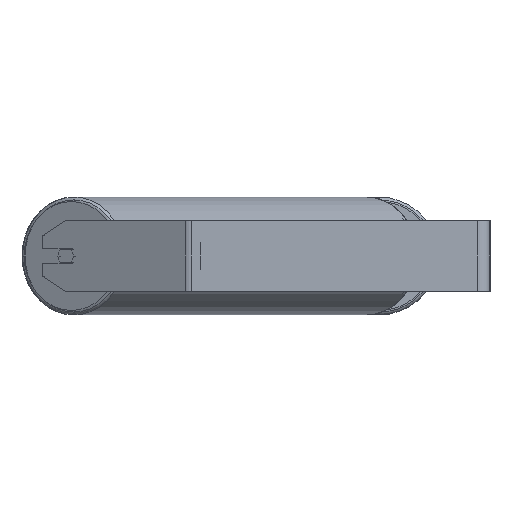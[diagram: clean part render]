
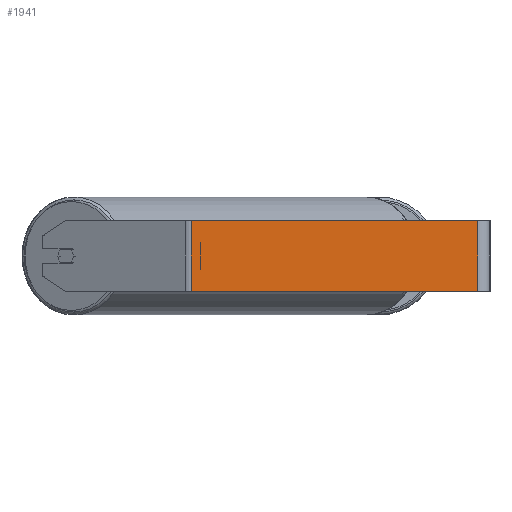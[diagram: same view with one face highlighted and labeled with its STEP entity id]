
A CAD part, left-side view. The second image highlights one B-rep face of the part: STEP entity #1941.
In plain terms, the highlighted planar face has unit normal (-1, 0, 0).
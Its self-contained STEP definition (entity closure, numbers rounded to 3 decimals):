
#223 = DIRECTION ( 'NONE',  ( 1., 0., 0. ) ) ;
#266 = DIRECTION ( 'NONE',  ( 0., 0., -1. ) ) ;
#550 = VECTOR ( 'NONE', #1136, 1000. ) ;
#569 = EDGE_CURVE ( 'NONE', #1890, #4181, #5185, .T. ) ;
#618 = CARTESIAN_POINT ( 'NONE',  ( -1045., 336.938, 40. ) ) ;
#688 = AXIS2_PLACEMENT_3D ( 'NONE', #4297, #223, #266 ) ;
#875 = FACE_OUTER_BOUND ( 'NONE', #1789, .T. ) ;
#1136 = DIRECTION ( 'NONE',  ( 0., 0., -1. ) ) ;
#1321 = CARTESIAN_POINT ( 'NONE',  ( -1045., 14., 40. ) ) ;
#1398 = EDGE_CURVE ( 'NONE', #4774, #4321, #5651, .T. ) ;
#1714 = EDGE_CURVE ( 'NONE', #4181, #4321, #1914, .T. ) ;
#1724 = ORIENTED_EDGE ( 'NONE', *, *, #1714, .T. ) ;
#1776 = CARTESIAN_POINT ( 'NONE',  ( -1045., 340.689, -40. ) ) ;
#1789 = EDGE_LOOP ( 'NONE', ( #1724, #2709, #5553, #2383 ) ) ;
#1811 = VECTOR ( 'NONE', #2271, 1000. ) ;
#1890 = VERTEX_POINT ( 'NONE', #618 ) ;
#1914 = LINE ( 'NONE', #1776, #3951 ) ;
#1941 = ADVANCED_FACE ( 'NONE', ( #875 ), #3004, .F. ) ;
#2271 = DIRECTION ( 'NONE',  ( 0., 0., -1. ) ) ;
#2383 = ORIENTED_EDGE ( 'NONE', *, *, #569, .T. ) ;
#2574 = DIRECTION ( 'NONE',  ( 0., -1., 0. ) ) ;
#2709 = ORIENTED_EDGE ( 'NONE', *, *, #1398, .F. ) ;
#2717 = EDGE_CURVE ( 'NONE', #1890, #4774, #5974, .T. ) ;
#3004 = PLANE ( 'NONE',  #688 ) ;
#3951 = VECTOR ( 'NONE', #2574, 1000. ) ;
#4108 = DIRECTION ( 'NONE',  ( 0., -1., 0. ) ) ;
#4181 = VERTEX_POINT ( 'NONE', #6720 ) ;
#4297 = CARTESIAN_POINT ( 'NONE',  ( -1045., 340.689, 40. ) ) ;
#4321 = VERTEX_POINT ( 'NONE', #5257 ) ;
#4774 = VERTEX_POINT ( 'NONE', #1321 ) ;
#4822 = CARTESIAN_POINT ( 'NONE',  ( -1045., 340.689, 40. ) ) ;
#5185 = LINE ( 'NONE', #7895, #550 ) ;
#5257 = CARTESIAN_POINT ( 'NONE',  ( -1045., 14., -40. ) ) ;
#5553 = ORIENTED_EDGE ( 'NONE', *, *, #2717, .F. ) ;
#5651 = LINE ( 'NONE', #8343, #1811 ) ;
#5800 = VECTOR ( 'NONE', #4108, 1000. ) ;
#5974 = LINE ( 'NONE', #4822, #5800 ) ;
#6720 = CARTESIAN_POINT ( 'NONE',  ( -1045., 336.938, -40. ) ) ;
#7895 = CARTESIAN_POINT ( 'NONE',  ( -1045., 336.938, 40. ) ) ;
#8343 = CARTESIAN_POINT ( 'NONE',  ( -1045., 14., 40. ) ) ;
